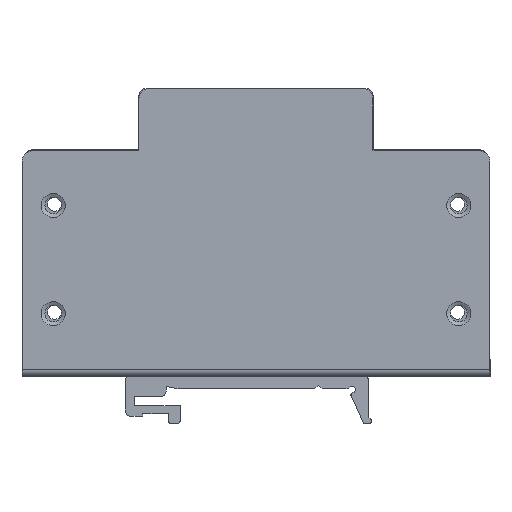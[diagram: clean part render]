
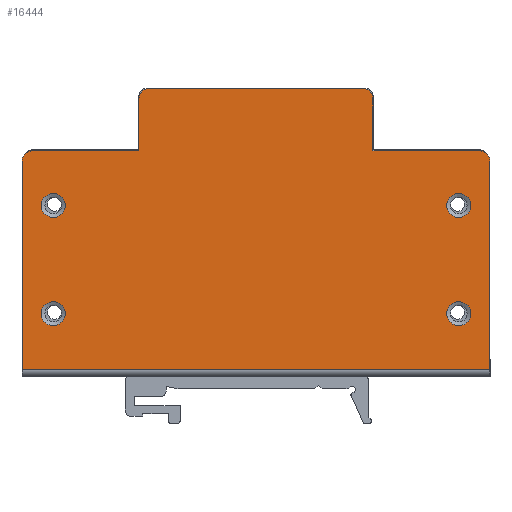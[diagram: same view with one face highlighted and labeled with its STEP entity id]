
A CAD part, left-side view. The second image highlights one B-rep face of the part: STEP entity #16444.
In plain terms, the highlighted planar face has unit normal (-1, 0, 0).
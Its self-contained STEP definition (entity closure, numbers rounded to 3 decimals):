
#68=FACE_BOUND('',#2131,.T.);
#69=FACE_BOUND('',#2132,.T.);
#70=FACE_BOUND('',#2133,.T.);
#71=FACE_BOUND('',#2134,.T.);
#774=PLANE('',#17403);
#1282=FACE_OUTER_BOUND('',#2130,.T.);
#2130=EDGE_LOOP('',(#11803,#11804,#11805,#11806,#11807,#11808,#11809,#11810,
#11811,#11812,#11813,#11814));
#2131=EDGE_LOOP('',(#11815));
#2132=EDGE_LOOP('',(#11816));
#2133=EDGE_LOOP('',(#11817));
#2134=EDGE_LOOP('',(#11818));
#3559=CIRCLE('',#17349,2.31);
#3562=CIRCLE('',#17353,2.31);
#3565=CIRCLE('',#17357,2.31);
#3568=CIRCLE('',#17361,2.31);
#3600=CIRCLE('',#17404,2.);
#3601=CIRCLE('',#17405,2.);
#3602=CIRCLE('',#17406,2.);
#3603=CIRCLE('',#17407,2.);
#4391=LINE('',#25048,#5994);
#4392=LINE('',#25051,#5995);
#4403=LINE('',#25096,#6006);
#4404=LINE('',#25098,#6007);
#4405=LINE('',#25102,#6008);
#4406=LINE('',#25106,#6009);
#4407=LINE('',#25108,#6010);
#4408=LINE('',#25111,#6011);
#5994=VECTOR('',#19210,10.);
#5995=VECTOR('',#19213,10.);
#6006=VECTOR('',#19254,10.);
#6007=VECTOR('',#19255,10.);
#6008=VECTOR('',#19258,10.);
#6009=VECTOR('',#19261,10.);
#6010=VECTOR('',#19262,10.);
#6011=VECTOR('',#19265,10.);
#7595=VERTEX_POINT('',#24961);
#7598=VERTEX_POINT('',#24969);
#7601=VERTEX_POINT('',#24977);
#7604=VERTEX_POINT('',#24985);
#7625=VERTEX_POINT('',#25041);
#7628=VERTEX_POINT('',#25046);
#7629=VERTEX_POINT('',#25050);
#7647=VERTEX_POINT('',#25093);
#7648=VERTEX_POINT('',#25095);
#7649=VERTEX_POINT('',#25097);
#7650=VERTEX_POINT('',#25099);
#7651=VERTEX_POINT('',#25101);
#7652=VERTEX_POINT('',#25103);
#7653=VERTEX_POINT('',#25105);
#7654=VERTEX_POINT('',#25107);
#7655=VERTEX_POINT('',#25109);
#9181=EDGE_CURVE('',#7595,#7595,#3559,.T.);
#9185=EDGE_CURVE('',#7598,#7598,#3562,.T.);
#9189=EDGE_CURVE('',#7601,#7601,#3565,.T.);
#9193=EDGE_CURVE('',#7604,#7604,#3568,.T.);
#9224=EDGE_CURVE('',#7625,#7628,#4391,.T.);
#9225=EDGE_CURVE('',#7629,#7625,#4392,.T.);
#9247=EDGE_CURVE('',#7628,#7647,#3600,.T.);
#9248=EDGE_CURVE('',#7647,#7648,#4403,.T.);
#9249=EDGE_CURVE('',#7648,#7649,#4404,.T.);
#9250=EDGE_CURVE('',#7649,#7650,#3601,.T.);
#9251=EDGE_CURVE('',#7650,#7651,#4405,.T.);
#9252=EDGE_CURVE('',#7651,#7652,#3602,.T.);
#9253=EDGE_CURVE('',#7652,#7653,#4406,.T.);
#9254=EDGE_CURVE('',#7653,#7654,#4407,.T.);
#9255=EDGE_CURVE('',#7654,#7655,#3603,.T.);
#9256=EDGE_CURVE('',#7655,#7629,#4408,.T.);
#11803=ORIENTED_EDGE('',*,*,#9225,.T.);
#11804=ORIENTED_EDGE('',*,*,#9224,.T.);
#11805=ORIENTED_EDGE('',*,*,#9247,.T.);
#11806=ORIENTED_EDGE('',*,*,#9248,.T.);
#11807=ORIENTED_EDGE('',*,*,#9249,.T.);
#11808=ORIENTED_EDGE('',*,*,#9250,.T.);
#11809=ORIENTED_EDGE('',*,*,#9251,.T.);
#11810=ORIENTED_EDGE('',*,*,#9252,.T.);
#11811=ORIENTED_EDGE('',*,*,#9253,.T.);
#11812=ORIENTED_EDGE('',*,*,#9254,.T.);
#11813=ORIENTED_EDGE('',*,*,#9255,.T.);
#11814=ORIENTED_EDGE('',*,*,#9256,.T.);
#11815=ORIENTED_EDGE('',*,*,#9181,.T.);
#11816=ORIENTED_EDGE('',*,*,#9185,.T.);
#11817=ORIENTED_EDGE('',*,*,#9189,.T.);
#11818=ORIENTED_EDGE('',*,*,#9193,.T.);
#16444=ADVANCED_FACE('',(#1282,#68,#69,#70,#71),#774,.T.);
#17349=AXIS2_PLACEMENT_3D('',#24962,#19117,#19118);
#17353=AXIS2_PLACEMENT_3D('',#24970,#19126,#19127);
#17357=AXIS2_PLACEMENT_3D('',#24978,#19135,#19136);
#17361=AXIS2_PLACEMENT_3D('',#24986,#19144,#19145);
#17403=AXIS2_PLACEMENT_3D('',#25092,#19250,#19251);
#17404=AXIS2_PLACEMENT_3D('',#25094,#19252,#19253);
#17405=AXIS2_PLACEMENT_3D('',#25100,#19256,#19257);
#17406=AXIS2_PLACEMENT_3D('',#25104,#19259,#19260);
#17407=AXIS2_PLACEMENT_3D('',#25110,#19263,#19264);
#19117=DIRECTION('center_axis',(1.,0.,0.));
#19118=DIRECTION('ref_axis',(0.,-1.,0.));
#19126=DIRECTION('center_axis',(1.,0.,0.));
#19127=DIRECTION('ref_axis',(0.,-1.,0.));
#19135=DIRECTION('center_axis',(1.,0.,0.));
#19136=DIRECTION('ref_axis',(0.,-1.,0.));
#19144=DIRECTION('center_axis',(1.,0.,0.));
#19145=DIRECTION('ref_axis',(0.,-1.,0.));
#19210=DIRECTION('',(0.,0.,-1.));
#19213=DIRECTION('',(0.,1.,0.));
#19250=DIRECTION('center_axis',(-1.,0.,0.));
#19251=DIRECTION('ref_axis',(0.,0.,
1.));
#19252=DIRECTION('center_axis',(-1.,0.,0.));
#19253=DIRECTION('ref_axis',(0.,1.,0.));
#19254=DIRECTION('',(0.,-1.,0.));
#19255=DIRECTION('',(0.,0.,-1.));
#19256=DIRECTION('center_axis',(-1.,0.,0.));
#19257=DIRECTION('ref_axis',(0.,1.,0.));
#19258=DIRECTION('',(0.,-1.,0.));
#19259=DIRECTION('center_axis',(-1.,0.,0.));
#19260=DIRECTION('ref_axis',(0.,0.,
-1.));
#19261=DIRECTION('',(0.,0.,1.));
#19262=DIRECTION('',(0.,-1.,0.));
#19263=DIRECTION('center_axis',(-1.,0.,0.));
#19264=DIRECTION('ref_axis',(0.,0.,
-1.));
#19265=DIRECTION('',(0.,0.,1.));
#24961=CARTESIAN_POINT('',(53.81,8.31,-31.932));
#24962=CARTESIAN_POINT('Origin',(53.81,6.,-31.932));
#24969=CARTESIAN_POINT('',(53.81,86.31,-11.132));
#24970=CARTESIAN_POINT('Origin',(53.81,84.,-11.132));
#24977=CARTESIAN_POINT('',(53.81,86.31,-31.932));
#24978=CARTESIAN_POINT('Origin',(53.81,84.,-31.932));
#24985=CARTESIAN_POINT('',(53.81,8.31,-11.132));
#24986=CARTESIAN_POINT('Origin',(53.81,6.,-11.132));
#25041=CARTESIAN_POINT('',(53.81,90.,-0.4));
#25046=CARTESIAN_POINT('',(53.81,90.,-40.432));
#25048=CARTESIAN_POINT('',(53.81,90.,179.81));
#25050=CARTESIAN_POINT('',(53.81,0.,-0.4));
#25051=CARTESIAN_POINT('',(53.81,22.5,-0.4));
#25092=CARTESIAN_POINT('Origin',(53.81,45.,69.689));
#25093=CARTESIAN_POINT('',(53.81,88.,-42.432));
#25094=CARTESIAN_POINT('Origin',(53.81,88.,-40.432));
#25095=CARTESIAN_POINT('',(53.81,67.5,-42.432));
#25096=CARTESIAN_POINT('',(53.81,88.,-42.432));
#25097=CARTESIAN_POINT('',(53.81,67.5,-52.432));
#25098=CARTESIAN_POINT('',(53.81,67.5,-42.432));
#25099=CARTESIAN_POINT('',(53.81,65.5,-54.432));
#25100=CARTESIAN_POINT('Origin',(53.81,65.5,-52.432));
#25101=CARTESIAN_POINT('',(53.81,24.5,-54.432));
#25102=CARTESIAN_POINT('',(53.81,65.5,-54.432));
#25103=CARTESIAN_POINT('',(53.81,22.5,-52.432));
#25104=CARTESIAN_POINT('Origin',(53.81,24.5,-52.432));
#25105=CARTESIAN_POINT('',(53.81,22.5,-42.432));
#25106=CARTESIAN_POINT('',(53.81,22.5,-52.432));
#25107=CARTESIAN_POINT('',(53.81,2.,-42.432));
#25108=CARTESIAN_POINT('',(53.81,22.5,-42.432));
#25109=CARTESIAN_POINT('',(53.81,0.,-40.432));
#25110=CARTESIAN_POINT('Origin',(53.81,2.,-40.432));
#25111=CARTESIAN_POINT('',(53.81,0.,-40.432));
